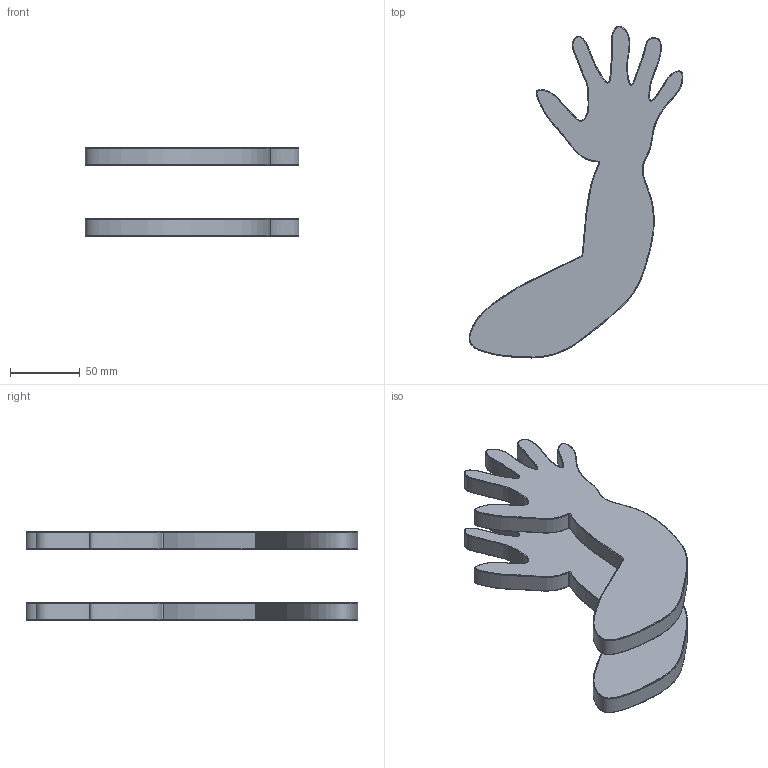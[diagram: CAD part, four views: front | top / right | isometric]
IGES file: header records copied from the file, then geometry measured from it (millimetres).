
Global section: file name: Wine_Bot.mcam; native system: MASTERCAM 2019; preprocessor: 1; date: 210203.070924; units: inch
Bounding box: 152.73 x 237.16 x 63.5 mm (x, y, z)
Surface area: 76878.6 mm2 (no closed solid volume)
Topology: 0 solids, 0 shells, 28 faces, 3044 edges, 3100 vertices
Faces by surface type: bspline 28
